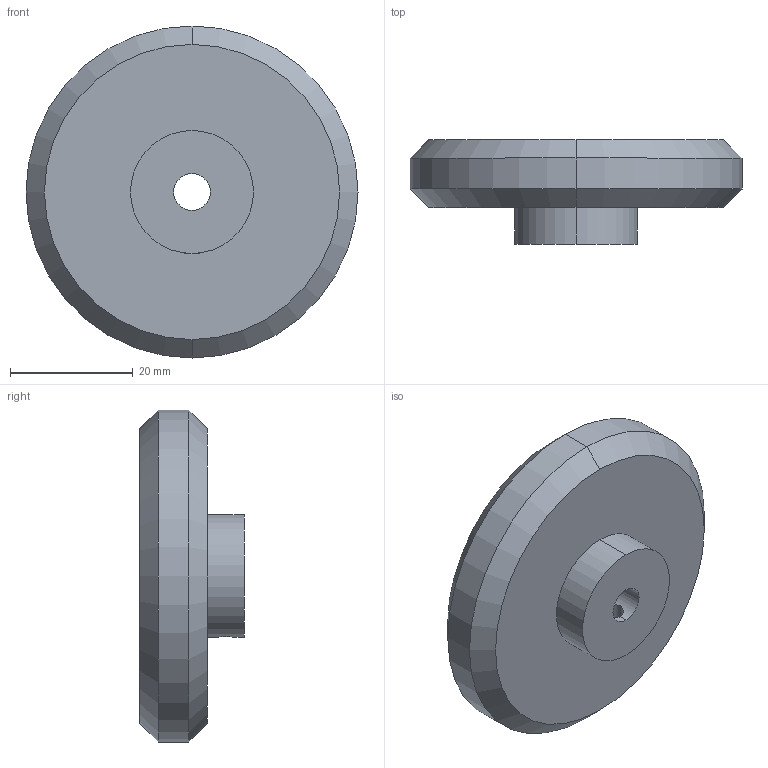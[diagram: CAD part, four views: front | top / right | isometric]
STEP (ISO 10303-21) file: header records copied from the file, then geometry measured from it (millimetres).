
FILE_DESCRIPTION (( 'STEP AP214' ), '1' );
FILE_NAME ('Jante Pneu Lego 56 x 26.STEP', '2019-04-29T12:23:43', ( '' ), ( '' ), 'SwSTEP 2.0', 'SolidWorks 2018', '' );
FILE_SCHEMA (( 'AUTOMOTIVE_DESIGN' ));
Length unit declared in the file: millimetre
Products named in the file (1): Jante Pneu Lego 56 x 26
Bounding box: 54 x 17 x 54 mm (x, y, z)
Volume: 25065.9 mm3; surface area: 6524.6 mm2
Topology: 1 solids, 1 shells, 15 faces, 38 edges, 24 vertices
Faces by surface type: cylinder 8, cone 4, plane 3
Entity records: 588 total; most frequent: CARTESIAN_POINT 184, DIRECTION 78, ORIENTED_EDGE 76, EDGE_CURVE 38, AXIS2_PLACEMENT_3D 32, VERTEX_POINT 24, EDGE_LOOP 18, CIRCLE 16
